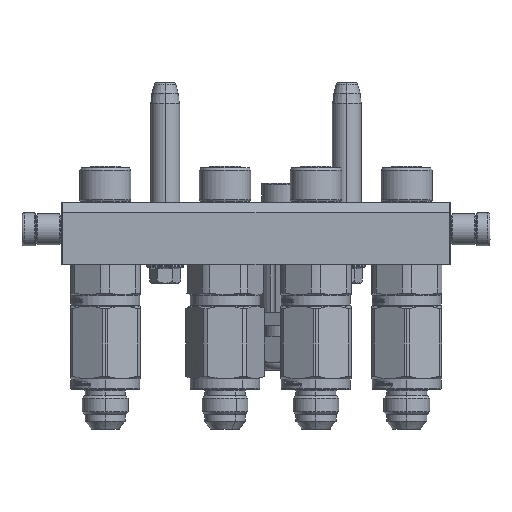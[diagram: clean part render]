
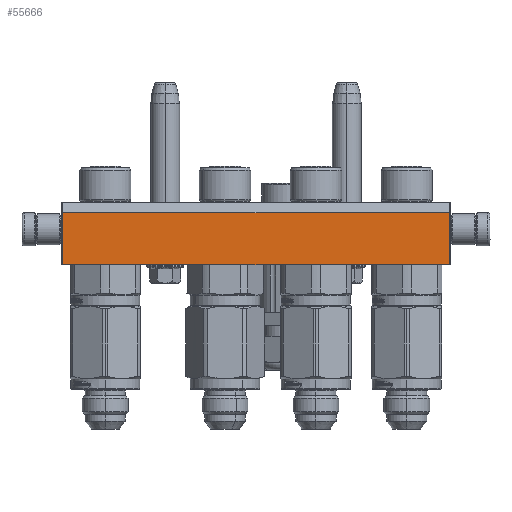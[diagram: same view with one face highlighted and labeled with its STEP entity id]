
A CAD part, left-side view. The second image highlights one B-rep face of the part: STEP entity #55666.
In plain terms, the highlighted face is planar.
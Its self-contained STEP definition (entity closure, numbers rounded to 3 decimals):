
#3010 = VECTOR ( 'NONE', #11920, 1000. ) ;
#3043 = CARTESIAN_POINT ( 'NONE',  ( 93.5, -10., -45. ) ) ;
#10191 = VECTOR ( 'NONE', #59241, 1000. ) ;
#11920 = DIRECTION ( 'NONE',  ( -1., 0., 0. ) ) ;
#12284 = ORIENTED_EDGE ( 'NONE', *, *, #18440, .F. ) ;
#16505 = VECTOR ( 'NONE', #62212, 1000. ) ;
#17402 = CARTESIAN_POINT ( 'NONE',  ( 93.5, -10., -45. ) ) ;
#18440 = EDGE_CURVE ( 'NONE', #53754, #58041, #25578, .T. ) ;
#25578 = LINE ( 'NONE', #69224, #3010 ) ;
#28128 = ORIENTED_EDGE ( 'NONE', *, *, #49863, .F. ) ;
#35613 = CARTESIAN_POINT ( 'NONE',  ( 94., -15., -45. ) ) ;
#35760 = LINE ( 'NONE', #63087, #35866 ) ;
#35866 = VECTOR ( 'NONE', #76918, 1000. ) ;
#40366 = EDGE_CURVE ( 'NONE', #47823, #58041, #35760, .T. ) ;
#41132 = LINE ( 'NONE', #47797, #10191 ) ;
#42192 = ORIENTED_EDGE ( 'NONE', *, *, #40366, .T. ) ;
#46632 = EDGE_LOOP ( 'NONE', ( #12284, #28128, #60089, #42192 ) ) ;
#47797 = CARTESIAN_POINT ( 'NONE',  ( -93.5, -10., -45. ) ) ;
#47823 = VERTEX_POINT ( 'NONE', #64143 ) ;
#49863 = EDGE_CURVE ( 'NONE', #60914, #53754, #71037, .T. ) ;
#51125 = FACE_OUTER_BOUND ( 'NONE', #46632, .T. ) ;
#53754 = VERTEX_POINT ( 'NONE', #62643 ) ;
#55507 = DIRECTION ( 'NONE',  ( -1., 0., 0. ) ) ;
#55666 = ADVANCED_FACE ( 'NONE', ( #51125 ), #79925, .T. ) ;
#58041 = VERTEX_POINT ( 'NONE', #60054 ) ;
#59241 = DIRECTION ( 'NONE',  ( 1., 0., 0. ) ) ;
#60054 = CARTESIAN_POINT ( 'NONE',  ( -93.5, 15., -45. ) ) ;
#60089 = ORIENTED_EDGE ( 'NONE', *, *, #60127, .F. ) ;
#60127 = EDGE_CURVE ( 'NONE', #47823, #60914, #41132, .T. ) ;
#60914 = VERTEX_POINT ( 'NONE', #17402 ) ;
#61763 = DIRECTION ( 'NONE',  ( 0., 0., -1. ) ) ;
#62212 = DIRECTION ( 'NONE',  ( 0., 1., 0. ) ) ;
#62643 = CARTESIAN_POINT ( 'NONE',  ( 93.5, 15., -45. ) ) ;
#63087 = CARTESIAN_POINT ( 'NONE',  ( -93.5, -10., -45. ) ) ;
#64143 = CARTESIAN_POINT ( 'NONE',  ( -93.5, -10., -45. ) ) ;
#69224 = CARTESIAN_POINT ( 'NONE',  ( 93.5, 15., -45. ) ) ;
#71037 = LINE ( 'NONE', #3043, #16505 ) ;
#73364 = AXIS2_PLACEMENT_3D ( 'NONE', #35613, #61763, #55507 ) ;
#76918 = DIRECTION ( 'NONE',  ( 0., 1., 0. ) ) ;
#79925 = PLANE ( 'NONE',  #73364 ) ;
